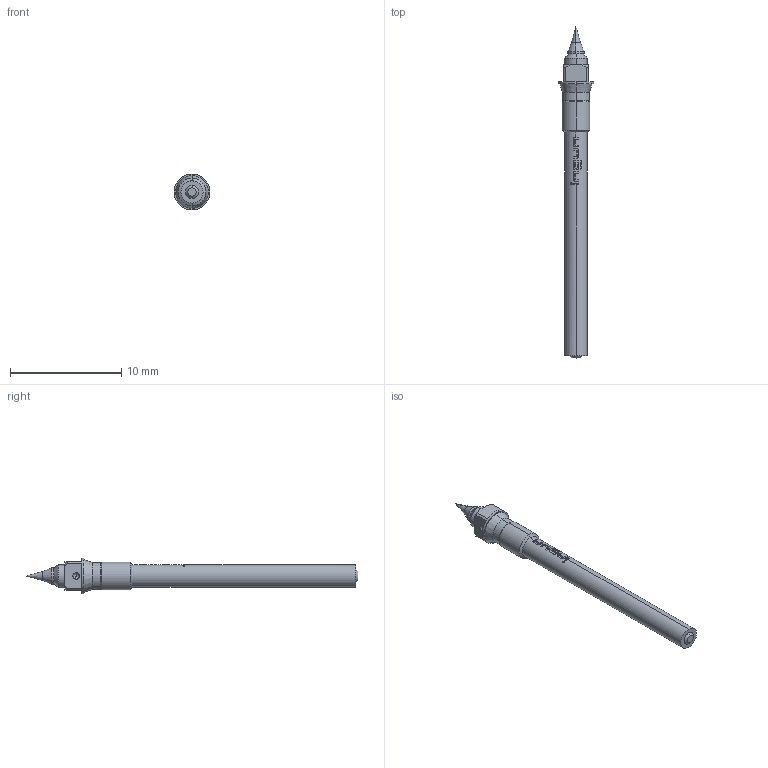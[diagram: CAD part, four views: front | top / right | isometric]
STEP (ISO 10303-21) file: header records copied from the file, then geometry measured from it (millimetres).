
FILE_DESCRIPTION (( 'STEP AP203' ), '1' );
FILE_NAME ('INGUN_PKS-355_201_150_R_xx02_M.STEP', '2020-10-30T11:12:18', ( '' ), ( '' ), 'SwSTEP 2.0', 'SolidWorks 2018', '' );
FILE_SCHEMA (( 'CONFIG_CONTROL_DESIGN' ));
Length unit declared in the file: millimetre
Products named in the file (1): INGUN_PKS-355_201_150_R_xx02_M
Bounding box: 3.2 x 29.8 x 3.2 mm (x, y, z)
Volume: 98.7 mm3; surface area: 200.4 mm2
Topology: 1 solids, 1 shells, 130 faces, 350 edges, 227 vertices
Faces by surface type: bspline 58, cylinder 31, plane 23, cone 18
Entity records: 5533 total; most frequent: CARTESIAN_POINT 2814, ORIENTED_EDGE 696, EDGE_CURVE 348, DIRECTION 306, B_SPLINE_CURVE_WITH_KNOTS 238, VERTEX_POINT 227, EDGE_LOOP 137, ADVANCED_FACE 130
